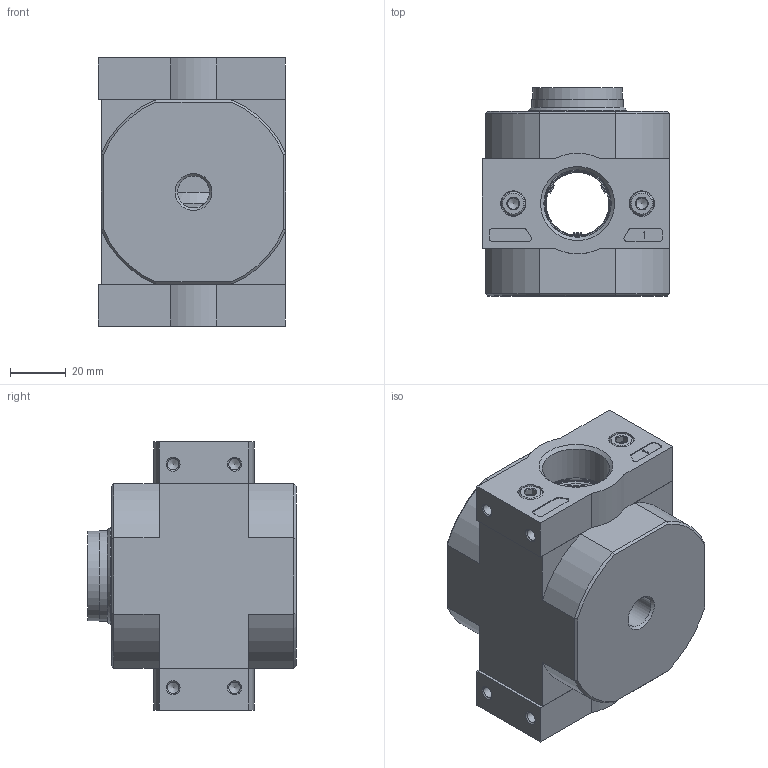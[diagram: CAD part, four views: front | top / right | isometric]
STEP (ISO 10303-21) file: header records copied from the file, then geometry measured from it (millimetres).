
FILE_DESCRIPTION(/* description */ ('STEP AP214'),/* implementation_level */ '2;1');
FILE_NAME(/* name */ '164955_FRM-3_4-D-MAXI',/* time_stamp */ '2024-08-28T18:46:30+02:00',/* author */ ('License CC BY-ND 4.0'),/* organization */ ('CADENAS'),/* preprocessor_version */ 'ST-DEVELOPER v19.3',/* originating_system */ 'PARTsolutions',/* authorisation */ ' ');
FILE_SCHEMA (('AUTOMOTIVE_DESIGN {1 0 10303 214 3 1 1}'));
Length unit declared in the file: millimetre
Products named in the file (8): 164955 FRM-3/4-D-MAXI; 724701 FRM-...-D-MAXI; 373059 LF-D-MAXI; 380311 PBL-3/4-D-MAXI-R---(0) p1; DIN-912 - M5x20(F); 380309 PBL-3/4-D-MAXI-L---(1) p1; DIN-908 G3/4A; 531775 OK-3/4
Assembly tree (11 placements, depth 2):
  164955 FRM-3/4-D-MAXI
    724701 FRM-...-D-MAXI
    373059 LF-D-MAXI  x2
    380311 PBL-3/4-D-MAXI-R---(0) p1
    DIN-912 - M5x20(F)  x4
    380309 PBL-3/4-D-MAXI-L---(1) p1
    DIN-908 G3/4A
    531775 OK-3/4
Bounding box: 67.1 x 74.45 x 96 mm (x, y, z)
Volume: 280749.4 mm3; surface area: 62620.3 mm2
Topology: 11 solids, 11 shells, 389 faces, 869 edges, 531 vertices
Faces by surface type: plane 177, cone 116, cylinder 93, torus 3
Full cylindrical faces by diameter (mm): 4.134 x8, 5 x4, 7 x4, 7.3 x2, 8.5 x4, 11.445 x1, 14.7 x1, 22.7 x1, 23.3 x1, 24.117 x3, 26.441 x1, 26.7 x1, 30 x2, 32 x2, 32.6 x1, 34 x1, 35 x1, 62 x1
Entity records: 8938 total; most frequent: CARTESIAN_POINT 1489, DIRECTION 1402, ORIENTED_EDGE 1172, EDGE_CURVE 586, AXIS2_PLACEMENT_3D 556, FACE_BOUND 429, VERTEX_POINT 425, EDGE_LOOP 421
